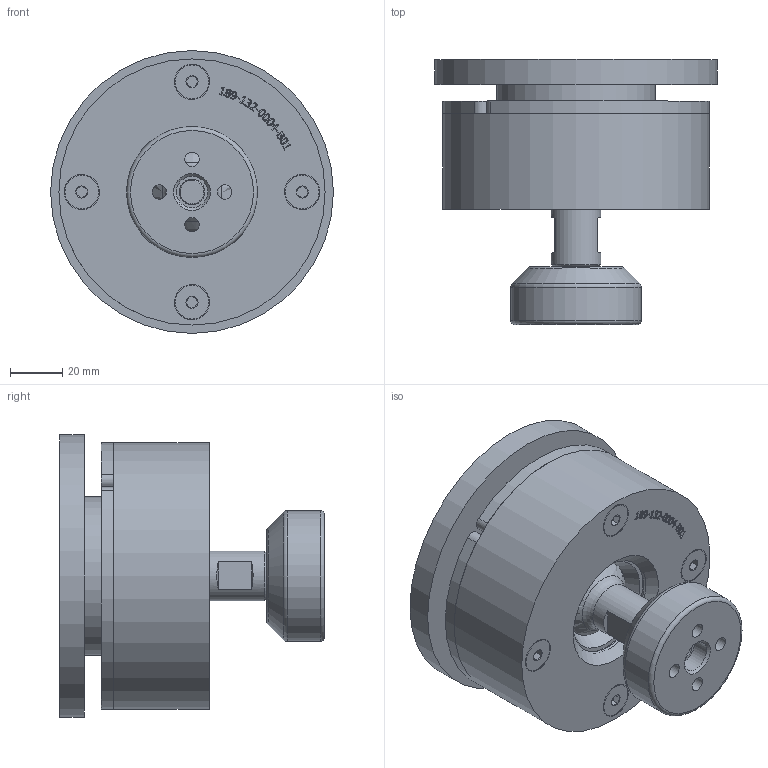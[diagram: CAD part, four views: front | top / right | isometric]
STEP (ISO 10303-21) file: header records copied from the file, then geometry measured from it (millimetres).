
FILE_DESCRIPTION(/* description */ (''),/* implementation_level */ '2;1');
FILE_NAME(/* name */ 'CAPTIVE ENDING OEM LITE GEN III.stp',/* time_stamp */ '2019-05-07T12:48:35-04:00',/* author */ ('sboulais'),/* organization */ (''),/* preprocessor_version */ 'ST-DEVELOPER v16.13',/* originating_system */ 'Autodesk Inventor 2018',/* authorisation */ '');
FILE_SCHEMA (('AUTOMOTIVE_DESIGN { 1 0 10303 214 3 1 1 }'));
Length unit declared in the file: inch
Products named in the file (1): CAPTIVE ENDING OEM LITE GEN III
Bounding box: 107.95 x 101.16 x 107.95 mm (x, y, z)
Volume: 462100.2 mm3; surface area: 115790.8 mm2
Topology: 12 solids, 12 shells, 541 faces, 1367 edges, 891 vertices
Faces by surface type: plane 185, cylinder 150, bspline 147, cone 46, torus 10, sphere 3
Full cylindrical faces by diameter (mm): 4.978 x4, 5.5 x4, 6.35 x96, 6.756 x4, 9.042 x1, 9.5 x4, 9.728 x1, 12 x1, 13.487 x4, 19.05 x1, 39.688 x1, 50 x1, 60.35 x1, 68.263 x1, 69.85 x1, 69.875 x2, 101.6 x1, 107.95 x1
Entity records: 38366 total; most frequent: CARTESIAN_POINT 28918, ORIENTED_EDGE 1948, DIRECTION 1397, EDGE_CURVE 974, VERTEX_POINT 665, EDGE_LOOP 581, AXIS2_PLACEMENT_3D 466, LINE 465
